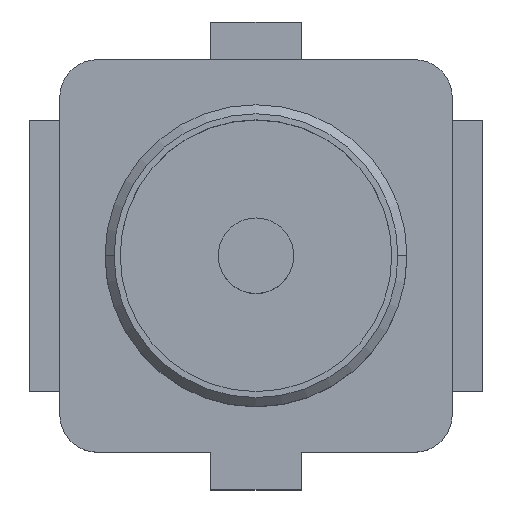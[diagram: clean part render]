
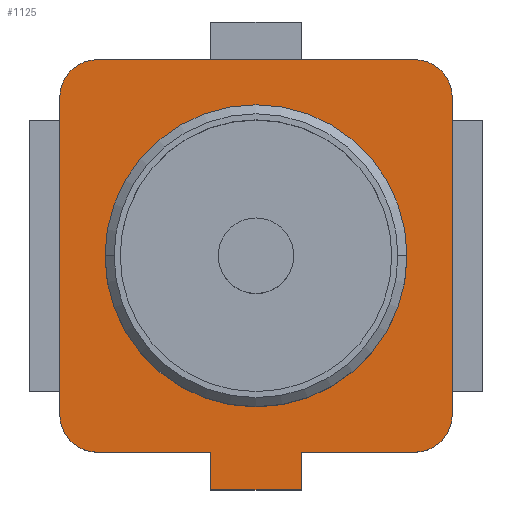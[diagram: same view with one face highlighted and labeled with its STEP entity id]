
A CAD part, top view. The second image highlights one B-rep face of the part: STEP entity #1125.
In plain terms, the highlighted planar face has unit normal (0, 0, 1).
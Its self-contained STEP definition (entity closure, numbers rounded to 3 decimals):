
#154=DIRECTION('',(0.,1.,0.));
#155=VECTOR('',#154,2.1);
#156=CARTESIAN_POINT('',(-1.3,-1.05,-0.95));
#157=LINE('',#156,#155);
#202=DIRECTION('',(1.,0.,0.));
#203=VECTOR('',#202,2.1);
#204=CARTESIAN_POINT('',(-1.05,1.3,-0.95));
#205=LINE('',#204,#203);
#266=DIRECTION('',(0.,-1.,0.));
#267=VECTOR('',#266,2.1);
#268=CARTESIAN_POINT('',(1.3,1.05,-0.95));
#269=LINE('',#268,#267);
#330=DIRECTION('',(-1.,0.,0.));
#331=VECTOR('',#330,0.75);
#332=CARTESIAN_POINT('',(1.05,-1.3,-0.95));
#333=LINE('',#332,#331);
#338=DIRECTION('',(-1.,0.,0.));
#339=VECTOR('',#338,0.75);
#340=CARTESIAN_POINT('',(-0.3,-1.3,-0.95));
#341=LINE('',#340,#339);
#354=DIRECTION('',(0.,-1.,0.));
#355=VECTOR('',#354,0.25);
#356=CARTESIAN_POINT('',(0.3,-1.3,-0.95));
#357=LINE('',#356,#355);
#370=DIRECTION('',(0.,1.,0.));
#371=VECTOR('',#370,0.25);
#372=CARTESIAN_POINT('',(-0.3,-1.55,-0.95));
#373=LINE('',#372,#371);
#378=CARTESIAN_POINT('',(-1.05,-1.05,-0.95));
#379=DIRECTION('',(0.,0.,1.));
#380=DIRECTION('',(-1.,0.,0.));
#381=AXIS2_PLACEMENT_3D('',#378,#379,#380);
#383=CARTESIAN_POINT('',(-1.05,1.05,-0.95));
#384=DIRECTION('',(0.,0.,1.));
#385=DIRECTION('',(0.,1.,0.));
#386=AXIS2_PLACEMENT_3D('',#383,#384,#385);
#388=CARTESIAN_POINT('',(1.05,1.05,-0.95));
#389=DIRECTION('',(0.,0.,1.));
#390=DIRECTION('',(1.,0.,0.));
#391=AXIS2_PLACEMENT_3D('',#388,#389,#390);
#393=CARTESIAN_POINT('',(1.05,-1.05,-0.95));
#394=DIRECTION('',(0.,0.,1.));
#395=DIRECTION('',(0.,-1.,0.));
#396=AXIS2_PLACEMENT_3D('',#393,#394,#395);
#398=CARTESIAN_POINT('',(0.,0.,-0.95));
#399=DIRECTION('',(0.,0.,1.));
#400=DIRECTION('',(-1.,0.,0.));
#401=AXIS2_PLACEMENT_3D('',#398,#399,#400);
#403=CARTESIAN_POINT('',(0.,0.,-0.95));
#404=DIRECTION('',(0.,0.,-1.));
#405=DIRECTION('',(-1.,0.,0.));
#406=AXIS2_PLACEMENT_3D('',#403,#404,#405);
#408=DIRECTION('',(-1.,0.,0.));
#409=VECTOR('',#408,0.6);
#410=CARTESIAN_POINT('',(0.3,-1.55,-0.95));
#411=LINE('',#410,#409);
#634=CARTESIAN_POINT('',(1.3,1.05,-0.95));
#636=VERTEX_POINT('',#634);
#638=CARTESIAN_POINT('',(1.05,-1.3,-0.95));
#639=VERTEX_POINT('',#638);
#640=CARTESIAN_POINT('',(-1.05,1.3,-0.95));
#642=VERTEX_POINT('',#640);
#644=CARTESIAN_POINT('',(-1.3,-1.05,-0.95));
#645=CARTESIAN_POINT('',(-1.3,1.05,-0.95));
#646=VERTEX_POINT('',#644);
#647=VERTEX_POINT('',#645);
#648=CARTESIAN_POINT('',(-1.05,-1.3,-0.95));
#649=VERTEX_POINT('',#648);
#654=CARTESIAN_POINT('',(1.3,-1.05,-0.95));
#655=VERTEX_POINT('',#654);
#658=CARTESIAN_POINT('',(1.05,1.3,-0.95));
#659=VERTEX_POINT('',#658);
#717=CARTESIAN_POINT('',(-0.3,-1.55,-0.95));
#719=VERTEX_POINT('',#717);
#720=CARTESIAN_POINT('',(0.3,-1.55,-0.95));
#721=VERTEX_POINT('',#720);
#728=CARTESIAN_POINT('',(-1.,0.,-0.95));
#729=CARTESIAN_POINT('',(1.,0.,-0.95));
#730=VERTEX_POINT('',#728);
#731=VERTEX_POINT('',#729);
#732=CARTESIAN_POINT('',(0.3,-1.3,-0.95));
#734=VERTEX_POINT('',#732);
#738=CARTESIAN_POINT('',(-0.3,-1.3,-0.95));
#739=VERTEX_POINT('',#738);
#1097=CARTESIAN_POINT('',(-7.35,6.2,-0.95));
#1098=DIRECTION('',(0.,0.,1.));
#1099=DIRECTION('',(-1.,0.,0.));
#1100=AXIS2_PLACEMENT_3D('',#1097,#1098,#1099);
#1101=PLANE('',#1100);
#1102=ORIENTED_EDGE('',*,*,#1039,.T.);
#1103=ORIENTED_EDGE('',*,*,#1064,.T.);
#1105=ORIENTED_EDGE('',*,*,#1104,.T.);
#1106=ORIENTED_EDGE('',*,*,#1089,.T.);
#1107=ORIENTED_EDGE('',*,*,#1045,.T.);
#1109=ORIENTED_EDGE('',*,*,#1108,.F.);
#1110=ORIENTED_EDGE('',*,*,#774,.T.);
#1112=ORIENTED_EDGE('',*,*,#1111,.F.);
#1113=ORIENTED_EDGE('',*,*,#869,.T.);
#1114=ORIENTED_EDGE('',*,*,#938,.F.);
#1115=ORIENTED_EDGE('',*,*,#954,.T.);
#1116=ORIENTED_EDGE('',*,*,#1026,.F.);
#1117=EDGE_LOOP('',(#1102,#1103,#1105,#1106,#1107,#1109,#1110,#1112,#1113,#1114,
#1115,#1116));
#1118=FACE_OUTER_BOUND('',#1117,.F.);
#1120=ORIENTED_EDGE('',*,*,#1119,.T.);
#1122=ORIENTED_EDGE('',*,*,#1121,.F.);
#1123=EDGE_LOOP('',(#1120,#1122));
#1124=FACE_BOUND('',#1123,.F.);
#382=CIRCLE('',#381,0.25);
#387=CIRCLE('',#386,0.25);
#392=CIRCLE('',#391,0.25);
#397=CIRCLE('',#396,0.25);
#402=CIRCLE('',#401,1.);
#407=CIRCLE('',#406,1.);
#774=EDGE_CURVE('',#646,#647,#157,.T.);
#869=EDGE_CURVE('',#642,#659,#205,.T.);
#938=EDGE_CURVE('',#636,#659,#392,.T.);
#954=EDGE_CURVE('',#636,#655,#269,.T.);
#1026=EDGE_CURVE('',#639,#655,#397,.T.);
#1039=EDGE_CURVE('',#639,#734,#333,.T.);
#1045=EDGE_CURVE('',#739,#649,#341,.T.);
#1064=EDGE_CURVE('',#734,#721,#357,.T.);
#1089=EDGE_CURVE('',#719,#739,#373,.T.);
#1104=EDGE_CURVE('',#721,#719,#411,.T.);
#1108=EDGE_CURVE('',#646,#649,#382,.T.);
#1111=EDGE_CURVE('',#642,#647,#387,.T.);
#1119=EDGE_CURVE('',#730,#731,#402,.T.);
#1121=EDGE_CURVE('',#730,#731,#407,.T.);
#1125=ADVANCED_FACE('',(#1118,#1124),#1101,.T.);
